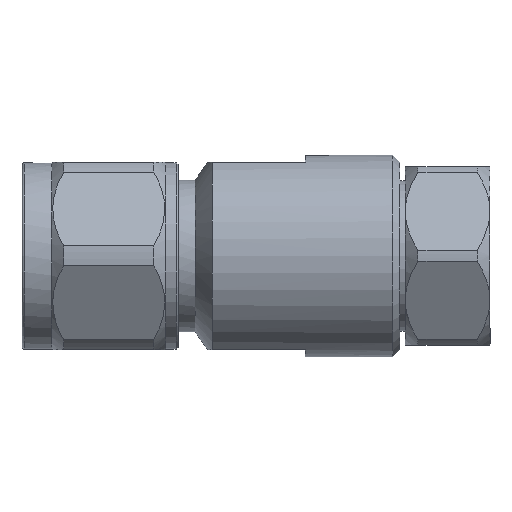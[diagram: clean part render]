
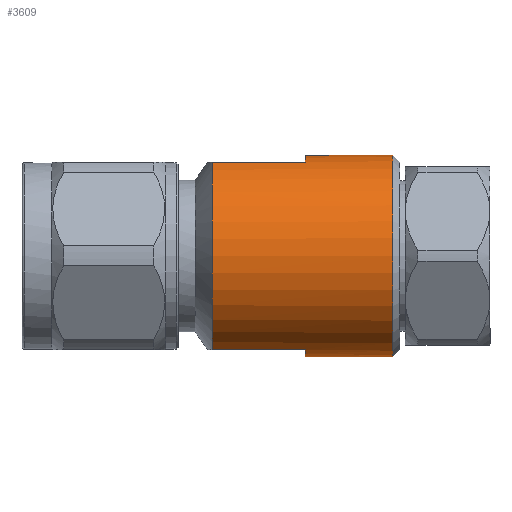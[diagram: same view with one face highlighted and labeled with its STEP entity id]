
A CAD part, top view. The second image highlights one B-rep face of the part: STEP entity #3609.
In plain terms, the highlighted cylindrical face has radius 10.744 mm (diameter 21.488 mm), a full revolution.
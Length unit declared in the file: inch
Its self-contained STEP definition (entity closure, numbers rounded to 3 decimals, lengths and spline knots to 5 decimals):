
#112 = EDGE_CURVE ( 'NONE', #1627, #1586, #2393, .T. ) ;
#131 = ORIENTED_EDGE ( 'NONE', *, *, #1750, .T. ) ;
#214 = FACE_OUTER_BOUND ( 'NONE', #289, .T. ) ;
#264 = EDGE_CURVE ( 'NONE', #2810, #326, #363, .T. ) ;
#289 = EDGE_LOOP ( 'NONE', ( #1309, #1624, #3199, #2195, #1351, #676, #2398, #2600 ) ) ;
#326 = VERTEX_POINT ( 'NONE', #1992 ) ;
#355 = DIRECTION ( 'NONE',  ( 1., 0., 0. ) ) ;
#363 = LINE ( 'NONE', #3410, #2710 ) ;
#409 = CARTESIAN_POINT ( 'NONE',  ( 1.19, 0.3937, -0.15469 ) ) ;
#456 = EDGE_CURVE ( 'NONE', #2349, #2266, #1983, .T. ) ;
#528 = AXIS2_PLACEMENT_3D ( 'NONE', #2523, #1342, #752 ) ;
#532 = CIRCLE ( 'NONE', #3460, 0.423 ) ;
#534 = DIRECTION ( 'NONE',  ( -1., 0., 0. ) ) ;
#600 = CARTESIAN_POINT ( 'NONE',  ( 1.55592, 0., 0. ) ) ;
#631 = VERTEX_POINT ( 'NONE', #2991 ) ;
#676 = ORIENTED_EDGE ( 'NONE', *, *, #264, .T. ) ;
#731 = CARTESIAN_POINT ( 'NONE',  ( 0., 0., 0. ) ) ;
#740 = CARTESIAN_POINT ( 'NONE',  ( 1.55592, -0.423, 0. ) ) ;
#752 = DIRECTION ( 'NONE',  ( 0., 1., 0. ) ) ;
#764 = CARTESIAN_POINT ( 'NONE',  ( 0.798, 0., 0. ) ) ;
#789 = VERTEX_POINT ( 'NONE', #740 ) ;
#841 = DIRECTION ( 'NONE',  ( 0., -1., 0. ) ) ;
#976 = AXIS2_PLACEMENT_3D ( 'NONE', #1210, #1178, #2062 ) ;
#1017 = CIRCLE ( 'NONE', #2827, 0.423 ) ;
#1130 = CARTESIAN_POINT ( 'NONE',  ( 0.798, -0.3937, 0.15469 ) ) ;
#1178 = DIRECTION ( 'NONE',  ( 1., 0., 0. ) ) ;
#1210 = CARTESIAN_POINT ( 'NONE',  ( 1.19, 0., 0. ) ) ;
#1279 = DIRECTION ( 'NONE',  ( 0., -1., 0. ) ) ;
#1309 = ORIENTED_EDGE ( 'NONE', *, *, #456, .T. ) ;
#1342 = DIRECTION ( 'NONE',  ( 1., 0., 0. ) ) ;
#1351 = ORIENTED_EDGE ( 'NONE', *, *, #1933, .T. ) ;
#1367 = DIRECTION ( 'NONE',  ( 0., -1., 0. ) ) ;
#1377 = CARTESIAN_POINT ( 'NONE',  ( 0., 0.3937, 0.15469 ) ) ;
#1405 = DIRECTION ( 'NONE',  ( -1., 0., 0. ) ) ;
#1464 = CARTESIAN_POINT ( 'NONE',  ( 0., 0.3937, -0.15469 ) ) ;
#1480 = EDGE_CURVE ( 'NONE', #2266, #1586, #2300, .T. ) ;
#1519 = VECTOR ( 'NONE', #534, 39.37008 ) ;
#1558 = LINE ( 'NONE', #2649, #2516 ) ;
#1561 = DIRECTION ( 'NONE',  ( -1., 0., 0. ) ) ;
#1586 = VERTEX_POINT ( 'NONE', #2856 ) ;
#1602 = FACE_OUTER_BOUND ( 'NONE', #2636, .T. ) ;
#1624 = ORIENTED_EDGE ( 'NONE', *, *, #1480, .T. ) ;
#1627 = VERTEX_POINT ( 'NONE', #1130 ) ;
#1750 = EDGE_CURVE ( 'NONE', #789, #789, #532, .T. ) ;
#1770 = CARTESIAN_POINT ( 'NONE',  ( 1.19, -0.3937, -0.15469 ) ) ;
#1933 = EDGE_CURVE ( 'NONE', #3038, #2810, #3232, .T. ) ;
#1983 = CIRCLE ( 'NONE', #976, 0.423 ) ;
#1992 = CARTESIAN_POINT ( 'NONE',  ( 0.798, -0.3937, -0.15469 ) ) ;
#2025 = AXIS2_PLACEMENT_3D ( 'NONE', #764, #3664, #1367 ) ;
#2055 = CARTESIAN_POINT ( 'NONE',  ( 1.19, 0.3937, 0.15469 ) ) ;
#2062 = DIRECTION ( 'NONE',  ( 0., 1., 0. ) ) ;
#2195 = ORIENTED_EDGE ( 'NONE', *, *, #2993, .T. ) ;
#2266 = VERTEX_POINT ( 'NONE', #2055 ) ;
#2295 = VECTOR ( 'NONE', #3187, 39.37008 ) ;
#2300 = LINE ( 'NONE', #1377, #1519 ) ;
#2349 = VERTEX_POINT ( 'NONE', #409 ) ;
#2386 = EDGE_CURVE ( 'NONE', #631, #326, #1017, .T. ) ;
#2393 = CIRCLE ( 'NONE', #2025, 0.423 ) ;
#2398 = ORIENTED_EDGE ( 'NONE', *, *, #2386, .F. ) ;
#2516 = VECTOR ( 'NONE', #355, 39.37008 ) ;
#2523 = CARTESIAN_POINT ( 'NONE',  ( 1.19, 0., 0. ) ) ;
#2600 = ORIENTED_EDGE ( 'NONE', *, *, #2799, .T. ) ;
#2624 = DIRECTION ( 'NONE',  ( -1., 0., 0. ) ) ;
#2636 = EDGE_LOOP ( 'NONE', ( #131 ) ) ;
#2649 = CARTESIAN_POINT ( 'NONE',  ( 0., -0.3937, 0.15469 ) ) ;
#2665 = CARTESIAN_POINT ( 'NONE',  ( 1.19, -0.3937, 0.15469 ) ) ;
#2710 = VECTOR ( 'NONE', #1405, 39.37008 ) ;
#2799 = EDGE_CURVE ( 'NONE', #631, #2349, #3674, .T. ) ;
#2810 = VERTEX_POINT ( 'NONE', #1770 ) ;
#2827 = AXIS2_PLACEMENT_3D ( 'NONE', #3019, #3283, #1279 ) ;
#2856 = CARTESIAN_POINT ( 'NONE',  ( 0.798, 0.3937, 0.15469 ) ) ;
#2931 = AXIS2_PLACEMENT_3D ( 'NONE', #731, #1561, #3177 ) ;
#2991 = CARTESIAN_POINT ( 'NONE',  ( 0.798, 0.3937, -0.15469 ) ) ;
#2993 = EDGE_CURVE ( 'NONE', #1627, #3038, #1558, .T. ) ;
#3019 = CARTESIAN_POINT ( 'NONE',  ( 0.798, 0., 0. ) ) ;
#3038 = VERTEX_POINT ( 'NONE', #2665 ) ;
#3177 = DIRECTION ( 'NONE',  ( 0., -1., 0. ) ) ;
#3187 = DIRECTION ( 'NONE',  ( 1., 0., 0. ) ) ;
#3199 = ORIENTED_EDGE ( 'NONE', *, *, #112, .F. ) ;
#3232 = CIRCLE ( 'NONE', #528, 0.423 ) ;
#3283 = DIRECTION ( 'NONE',  ( -1., 0., 0. ) ) ;
#3410 = CARTESIAN_POINT ( 'NONE',  ( 0., -0.3937, -0.15469 ) ) ;
#3460 = AXIS2_PLACEMENT_3D ( 'NONE', #600, #2624, #841 ) ;
#3609 = ADVANCED_FACE ( 'NONE', ( #214, #1602 ), #3666, .T. ) ;
#3664 = DIRECTION ( 'NONE',  ( -1., 0., 0. ) ) ;
#3666 = CYLINDRICAL_SURFACE ( 'NONE', #2931, 0.423 ) ;
#3674 = LINE ( 'NONE', #1464, #2295 ) ;
